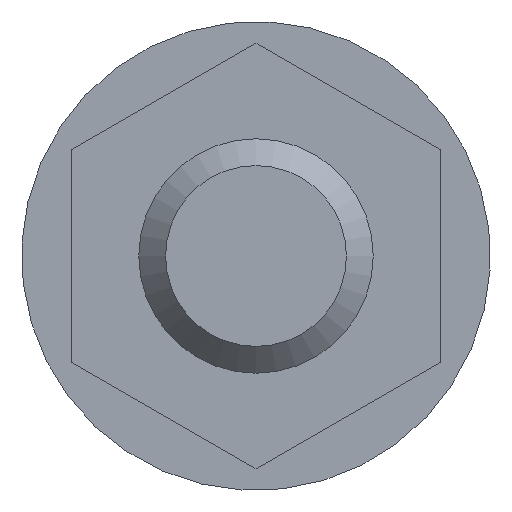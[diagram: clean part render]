
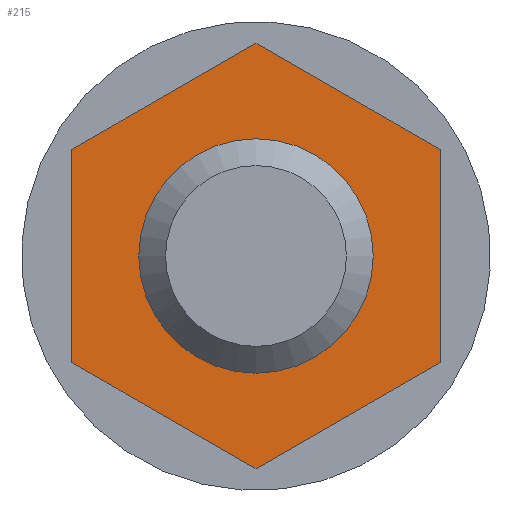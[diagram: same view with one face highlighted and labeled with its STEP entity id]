
A CAD part, front view. The second image highlights one B-rep face of the part: STEP entity #215.
In plain terms, the highlighted planar face has unit normal (0, -1, 0).
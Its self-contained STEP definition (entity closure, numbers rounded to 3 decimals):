
#19 = CARTESIAN_POINT ( 'NONE',  ( 0., 1.8, 12.702 ) ) ;
#20 = FACE_BOUND ( 'NONE', #709, .T. ) ;
#48 = VECTOR ( 'NONE', #71, 1000. ) ;
#51 = DIRECTION ( 'NONE',  ( 0.866, 0., 0.5 ) ) ;
#64 = EDGE_LOOP ( 'NONE', ( #120, #267, #703, #517, #115, #547 ) ) ;
#71 = DIRECTION ( 'NONE',  ( 0., 0., -1. ) ) ;
#79 = LINE ( 'NONE', #574, #48 ) ;
#83 = PLANE ( 'NONE',  #262 ) ;
#115 = ORIENTED_EDGE ( 'NONE', *, *, #499, .T. ) ;
#120 = ORIENTED_EDGE ( 'NONE', *, *, #213, .F. ) ;
#131 = VERTEX_POINT ( 'NONE', #480 ) ;
#147 = CARTESIAN_POINT ( 'NONE',  ( 0., 1.8, 12.702 ) ) ;
#160 = LINE ( 'NONE', #173, #717 ) ;
#173 = CARTESIAN_POINT ( 'NONE',  ( 11., 1.8, -6.351 ) ) ;
#181 = DIRECTION ( 'NONE',  ( 0.866, 0., -0.5 ) ) ;
#189 = DIRECTION ( 'NONE',  ( 0., 1., 0. ) ) ;
#195 = VECTOR ( 'NONE', #672, 1000. ) ;
#200 = EDGE_CURVE ( 'NONE', #373, #373, #745, .T. ) ;
#213 = EDGE_CURVE ( 'NONE', #624, #695, #79, .T. ) ;
#215 = ADVANCED_FACE ( 'NONE', ( #20, #502 ), #83, .T. ) ;
#222 = LINE ( 'NONE', #639, #411 ) ;
#253 = LINE ( 'NONE', #485, #421 ) ;
#262 = AXIS2_PLACEMENT_3D ( 'NONE', #147, #331, #743 ) ;
#267 = ORIENTED_EDGE ( 'NONE', *, *, #375, .T. ) ;
#294 = AXIS2_PLACEMENT_3D ( 'NONE', #489, #189, #374 ) ;
#331 = DIRECTION ( 'NONE',  ( 0., -1., 0. ) ) ;
#354 = CARTESIAN_POINT ( 'NONE',  ( -11., 1.8, 6.351 ) ) ;
#373 = VERTEX_POINT ( 'NONE', #445 ) ;
#374 = DIRECTION ( 'NONE',  ( 0.5, 0., -0.866 ) ) ;
#375 = EDGE_CURVE ( 'NONE', #624, #131, #222, .T. ) ;
#411 = VECTOR ( 'NONE', #579, 1000. ) ;
#421 = VECTOR ( 'NONE', #181, 1000. ) ;
#426 = CARTESIAN_POINT ( 'NONE',  ( 11., 1.8, 6.351 ) ) ;
#445 = CARTESIAN_POINT ( 'NONE',  ( 3.5, 1.8, -6.062 ) ) ;
#473 = CARTESIAN_POINT ( 'NONE',  ( -11., 1.8, -6.351 ) ) ;
#480 = CARTESIAN_POINT ( 'NONE',  ( 0., 1.8, 12.702 ) ) ;
#485 = CARTESIAN_POINT ( 'NONE',  ( -11., 1.8, -6.351 ) ) ;
#489 = CARTESIAN_POINT ( 'NONE',  ( 0., 1.8, 0. ) ) ;
#491 = EDGE_CURVE ( 'NONE', #542, #695, #160, .T. ) ;
#495 = DIRECTION ( 'NONE',  ( 0., 0., -1. ) ) ;
#499 = EDGE_CURVE ( 'NONE', #609, #542, #253, .T. ) ;
#502 = FACE_OUTER_BOUND ( 'NONE', #64, .T. ) ;
#505 = LINE ( 'NONE', #19, #195 ) ;
#517 = ORIENTED_EDGE ( 'NONE', *, *, #654, .T. ) ;
#537 = CARTESIAN_POINT ( 'NONE',  ( -11., 1.8, -6.351 ) ) ;
#539 = VECTOR ( 'NONE', #495, 1000. ) ;
#540 = CARTESIAN_POINT ( 'NONE',  ( 0., 1.8, -12.702 ) ) ;
#542 = VERTEX_POINT ( 'NONE', #540 ) ;
#547 = ORIENTED_EDGE ( 'NONE', *, *, #491, .T. ) ;
#557 = CARTESIAN_POINT ( 'NONE',  ( 11., 1.8, -6.351 ) ) ;
#574 = CARTESIAN_POINT ( 'NONE',  ( 11., 1.8, 12.702 ) ) ;
#579 = DIRECTION ( 'NONE',  ( -0.866, 0., 0.5 ) ) ;
#594 = LINE ( 'NONE', #537, #539 ) ;
#609 = VERTEX_POINT ( 'NONE', #473 ) ;
#624 = VERTEX_POINT ( 'NONE', #426 ) ;
#639 = CARTESIAN_POINT ( 'NONE',  ( 11., 1.8, 6.351 ) ) ;
#640 = VERTEX_POINT ( 'NONE', #354 ) ;
#654 = EDGE_CURVE ( 'NONE', #640, #609, #594, .T. ) ;
#672 = DIRECTION ( 'NONE',  ( -0.866, 0., -0.5 ) ) ;
#689 = ORIENTED_EDGE ( 'NONE', *, *, #200, .T. ) ;
#695 = VERTEX_POINT ( 'NONE', #557 ) ;
#703 = ORIENTED_EDGE ( 'NONE', *, *, #708, .T. ) ;
#708 = EDGE_CURVE ( 'NONE', #131, #640, #505, .T. ) ;
#709 = EDGE_LOOP ( 'NONE', ( #689 ) ) ;
#717 = VECTOR ( 'NONE', #51, 1000. ) ;
#743 = DIRECTION ( 'NONE',  ( 0.5, 0., -0.866 ) ) ;
#745 = CIRCLE ( 'NONE', #294, 7. ) ;
